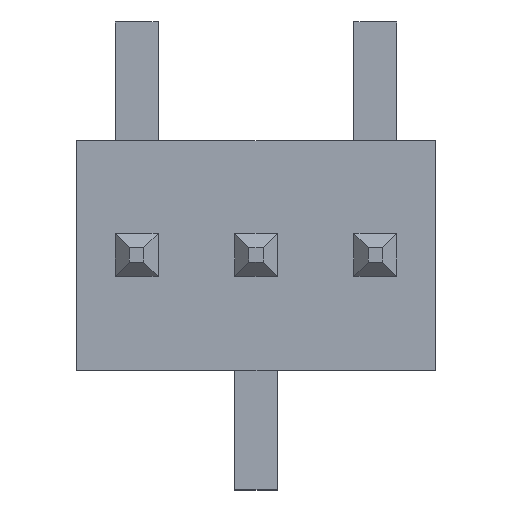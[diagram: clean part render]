
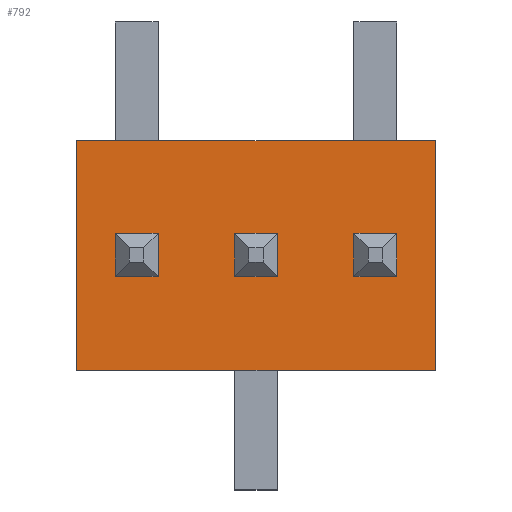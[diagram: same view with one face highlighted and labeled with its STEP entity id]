
A CAD part, top view. The second image highlights one B-rep face of the part: STEP entity #792.
In plain terms, the highlighted face is planar.
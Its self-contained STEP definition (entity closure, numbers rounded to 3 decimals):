
#88 = VERTEX_POINT('',#89);
#89 = CARTESIAN_POINT('',(1.905,1.27,-1.219));
#106 = VERTEX_POINT('',#107);
#107 = CARTESIAN_POINT('',(-1.905,1.27,-1.219));
#113 = EDGE_CURVE('',#88,#106,#114,.T.);
#114 = LINE('',#115,#116);
#115 = CARTESIAN_POINT('',(1.905,1.27,-1.219));
#116 = VECTOR('',#117,1.);
#117 = DIRECTION('',(-1.,0.,0.));
#255 = VERTEX_POINT('',#256);
#256 = CARTESIAN_POINT('',(-1.905,1.27,1.219));
#262 = EDGE_CURVE('',#106,#255,#263,.T.);
#263 = LINE('',#264,#265);
#264 = CARTESIAN_POINT('',(-1.905,1.27,-1.219));
#265 = VECTOR('',#266,1.);
#266 = DIRECTION('',(0.,0.,1.));
#286 = VERTEX_POINT('',#287);
#287 = CARTESIAN_POINT('',(1.905,1.27,1.219));
#293 = EDGE_CURVE('',#255,#286,#294,.T.);
#294 = LINE('',#295,#296);
#295 = CARTESIAN_POINT('',(-1.905,1.27,1.219));
#296 = VECTOR('',#297,1.);
#297 = DIRECTION('',(1.,0.,0.));
#324 = EDGE_CURVE('',#286,#88,#325,.T.);
#325 = LINE('',#326,#327);
#326 = CARTESIAN_POINT('',(1.905,1.27,1.219));
#327 = VECTOR('',#328,1.);
#328 = DIRECTION('',(0.,0.,-1.));
#418 = VERTEX_POINT('',#419);
#419 = CARTESIAN_POINT('',(1.041,1.27,-0.229));
#425 = EDGE_CURVE('',#418,#426,#428,.T.);
#426 = VERTEX_POINT('',#427);
#427 = CARTESIAN_POINT('',(1.041,1.27,0.178));
#428 = LINE('',#429,#430);
#429 = CARTESIAN_POINT('',(1.041,1.27,-0.229));
#430 = VECTOR('',#431,1.);
#431 = DIRECTION('',(0.,0.,1.));
#456 = VERTEX_POINT('',#457);
#457 = CARTESIAN_POINT('',(1.448,1.27,-0.229));
#463 = EDGE_CURVE('',#456,#418,#464,.T.);
#464 = LINE('',#465,#466);
#465 = CARTESIAN_POINT('',(1.448,1.27,-0.229));
#466 = VECTOR('',#467,1.);
#467 = DIRECTION('',(-1.,0.,0.));
#487 = VERTEX_POINT('',#488);
#488 = CARTESIAN_POINT('',(1.448,1.27,0.178));
#494 = EDGE_CURVE('',#487,#456,#495,.T.);
#495 = LINE('',#496,#497);
#496 = CARTESIAN_POINT('',(1.448,1.27,0.178));
#497 = VECTOR('',#498,1.);
#498 = DIRECTION('',(0.,0.,-1.));
#520 = VERTEX_POINT('',#521);
#521 = CARTESIAN_POINT('',(-0.229,1.27,-0.229));
#527 = EDGE_CURVE('',#520,#528,#530,.T.);
#528 = VERTEX_POINT('',#529);
#529 = CARTESIAN_POINT('',(-0.229,1.27,0.178));
#530 = LINE('',#531,#532);
#531 = CARTESIAN_POINT('',(-0.229,1.27,-0.229));
#532 = VECTOR('',#533,1.);
#533 = DIRECTION('',(0.,0.,1.));
#558 = VERTEX_POINT('',#559);
#559 = CARTESIAN_POINT('',(0.178,1.27,-0.229));
#565 = EDGE_CURVE('',#558,#520,#566,.T.);
#566 = LINE('',#567,#568);
#567 = CARTESIAN_POINT('',(0.178,1.27,-0.229));
#568 = VECTOR('',#569,1.);
#569 = DIRECTION('',(-1.,0.,0.));
#589 = VERTEX_POINT('',#590);
#590 = CARTESIAN_POINT('',(0.178,1.27,0.178));
#596 = EDGE_CURVE('',#589,#558,#597,.T.);
#597 = LINE('',#598,#599);
#598 = CARTESIAN_POINT('',(0.178,1.27,0.178));
#599 = VECTOR('',#600,1.);
#600 = DIRECTION('',(0.,0.,-1.));
#622 = VERTEX_POINT('',#623);
#623 = CARTESIAN_POINT('',(-1.499,1.27,-0.229));
#629 = EDGE_CURVE('',#622,#630,#632,.T.);
#630 = VERTEX_POINT('',#631);
#631 = CARTESIAN_POINT('',(-1.499,1.27,0.178));
#632 = LINE('',#633,#634);
#633 = CARTESIAN_POINT('',(-1.499,1.27,-0.229));
#634 = VECTOR('',#635,1.);
#635 = DIRECTION('',(0.,0.,1.));
#660 = VERTEX_POINT('',#661);
#661 = CARTESIAN_POINT('',(-1.092,1.27,-0.229));
#667 = EDGE_CURVE('',#660,#622,#668,.T.);
#668 = LINE('',#669,#670);
#669 = CARTESIAN_POINT('',(-1.092,1.27,-0.229));
#670 = VECTOR('',#671,1.);
#671 = DIRECTION('',(-1.,0.,0.));
#691 = VERTEX_POINT('',#692);
#692 = CARTESIAN_POINT('',(-1.092,1.27,0.178));
#698 = EDGE_CURVE('',#691,#660,#699,.T.);
#699 = LINE('',#700,#701);
#700 = CARTESIAN_POINT('',(-1.092,1.27,0.178));
#701 = VECTOR('',#702,1.);
#702 = DIRECTION('',(0.,0.,-1.));
#720 = EDGE_CURVE('',#426,#487,#721,.T.);
#721 = LINE('',#722,#723);
#722 = CARTESIAN_POINT('',(1.041,1.27,0.178));
#723 = VECTOR('',#724,1.);
#724 = DIRECTION('',(1.,0.,0.));
#742 = EDGE_CURVE('',#528,#589,#743,.T.);
#743 = LINE('',#744,#745);
#744 = CARTESIAN_POINT('',(-0.229,1.27,0.178));
#745 = VECTOR('',#746,1.);
#746 = DIRECTION('',(1.,0.,0.));
#764 = EDGE_CURVE('',#630,#691,#765,.T.);
#765 = LINE('',#766,#767);
#766 = CARTESIAN_POINT('',(-1.499,1.27,0.178));
#767 = VECTOR('',#768,1.);
#768 = DIRECTION('',(1.,0.,0.));
#792 = ADVANCED_FACE('',(#793,#799,#805,#811),#817,.T.);
#793 = FACE_BOUND('',#794,.T.);
#794 = EDGE_LOOP('',(#795,#796,#797,#798));
#795 = ORIENTED_EDGE('',*,*,#629,.F.);
#796 = ORIENTED_EDGE('',*,*,#667,.F.);
#797 = ORIENTED_EDGE('',*,*,#698,.F.);
#798 = ORIENTED_EDGE('',*,*,#764,.F.);
#799 = FACE_BOUND('',#800,.T.);
#800 = EDGE_LOOP('',(#801,#802,#803,#804));
#801 = ORIENTED_EDGE('',*,*,#527,.F.);
#802 = ORIENTED_EDGE('',*,*,#565,.F.);
#803 = ORIENTED_EDGE('',*,*,#596,.F.);
#804 = ORIENTED_EDGE('',*,*,#742,.F.);
#805 = FACE_BOUND('',#806,.T.);
#806 = EDGE_LOOP('',(#807,#808,#809,#810));
#807 = ORIENTED_EDGE('',*,*,#425,.F.);
#808 = ORIENTED_EDGE('',*,*,#463,.F.);
#809 = ORIENTED_EDGE('',*,*,#494,.F.);
#810 = ORIENTED_EDGE('',*,*,#720,.F.);
#811 = FACE_BOUND('',#812,.T.);
#812 = EDGE_LOOP('',(#813,#814,#815,#816));
#813 = ORIENTED_EDGE('',*,*,#262,.T.);
#814 = ORIENTED_EDGE('',*,*,#293,.T.);
#815 = ORIENTED_EDGE('',*,*,#324,.T.);
#816 = ORIENTED_EDGE('',*,*,#113,.T.);
#817 = PLANE('',#818);
#818 = AXIS2_PLACEMENT_3D('',#819,#820,#821);
#819 = CARTESIAN_POINT('',(0.,1.27,0.));
#820 = DIRECTION('',(0.,1.,0.));
#821 = DIRECTION('',(0.,-0.,1.));
